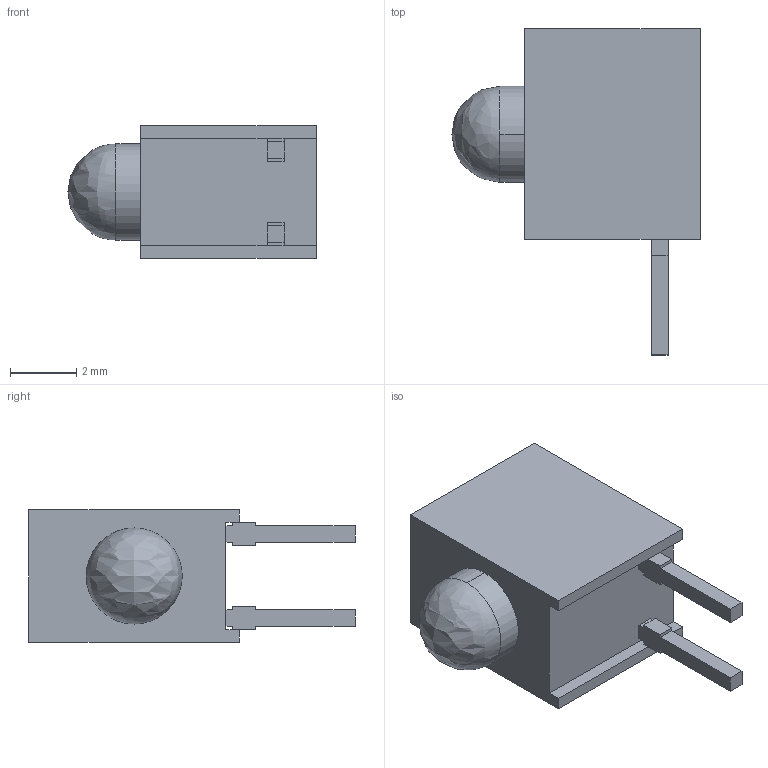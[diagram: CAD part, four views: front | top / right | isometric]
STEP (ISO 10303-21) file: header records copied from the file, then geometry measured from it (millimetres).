
FILE_DESCRIPTION (( 'STEP AP214' ), '1' );
FILE_NAME ('WP934AD_GD.STEP', '2024-05-29T18:48:42', ( '' ), ( '' ), 'SwSTEP 2.0', 'SolidWorks 2021', '' );
FILE_SCHEMA (( 'AUTOMOTIVE_DESIGN' ));
Length unit declared in the file: millimetre
Products named in the file (1): WP934AD_GD
Bounding box: 7.5 x 9.85 x 4 mm (x, y, z)
Volume: 141.2 mm3; surface area: 206.4 mm2
Topology: 4 solids, 4 shells, 42 faces, 104 edges, 68 vertices
Faces by surface type: plane 39, cylinder 2, bspline 1
Entity records: 1282 total; most frequent: CARTESIAN_POINT 228, ORIENTED_EDGE 204, DIRECTION 190, EDGE_CURVE 102, VECTOR 98, LINE 98, VERTEX_POINT 68, AXIS2_PLACEMENT_3D 46
